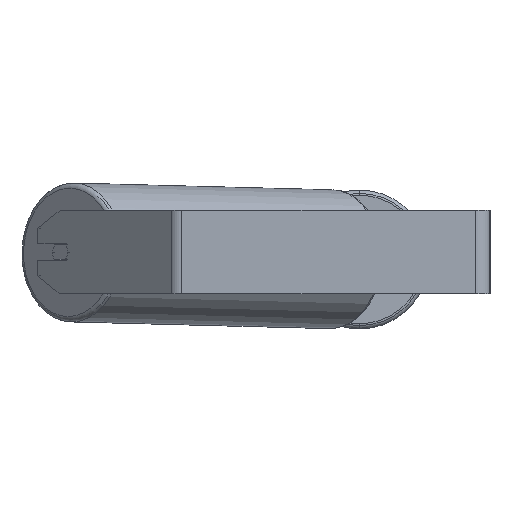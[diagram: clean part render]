
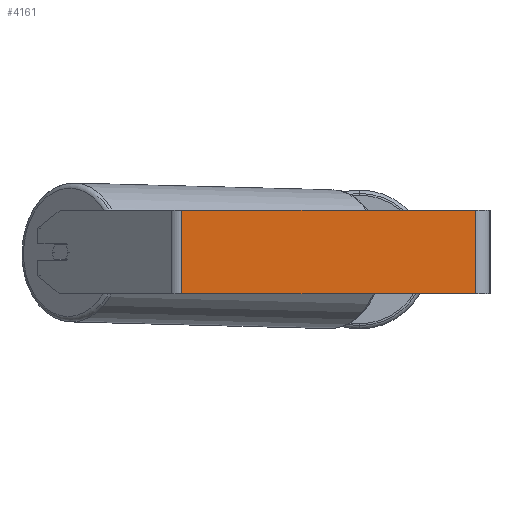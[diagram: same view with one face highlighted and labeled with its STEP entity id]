
A CAD part, left-side view. The second image highlights one B-rep face of the part: STEP entity #4161.
In plain terms, the highlighted planar face has unit normal (-1, 0, 0).
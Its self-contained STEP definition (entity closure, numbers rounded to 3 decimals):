
#1 = EDGE_CURVE ( 'NONE', #3307, #4706, #7013, .T. ) ;
#288 = ORIENTED_EDGE ( 'NONE', *, *, #4550, .T. ) ;
#554 = LINE ( 'NONE', #5919, #5160 ) ;
#559 = CARTESIAN_POINT ( 'NONE',  ( -605., 300.958, 40. ) ) ;
#1002 = PLANE ( 'NONE',  #7318 ) ;
#1098 = CARTESIAN_POINT ( 'NONE',  ( -605., 295.159, 40. ) ) ;
#1457 = CARTESIAN_POINT ( 'NONE',  ( -605., 14., 40. ) ) ;
#1625 = DIRECTION ( 'NONE',  ( 1., 0., 0. ) ) ;
#2223 = EDGE_CURVE ( 'NONE', #6108, #4706, #554, .T. ) ;
#2386 = DIRECTION ( 'NONE',  ( 0., 0., -1. ) ) ;
#2580 = DIRECTION ( 'NONE',  ( 0., -1., 0. ) ) ;
#2811 = VECTOR ( 'NONE', #5704, 1000. ) ;
#3167 = LINE ( 'NONE', #559, #6460 ) ;
#3307 = VERTEX_POINT ( 'NONE', #1457 ) ;
#4161 = ADVANCED_FACE ( 'NONE', ( #5589 ), #1002, .F. ) ;
#4269 = CARTESIAN_POINT ( 'NONE',  ( -605., 295.159, 40. ) ) ;
#4308 = EDGE_CURVE ( 'NONE', #8577, #3307, #3167, .T. ) ;
#4550 = EDGE_CURVE ( 'NONE', #8577, #6108, #4876, .T. ) ;
#4706 = VERTEX_POINT ( 'NONE', #7255 ) ;
#4876 = LINE ( 'NONE', #4269, #2811 ) ;
#5160 = VECTOR ( 'NONE', #2580, 1000. ) ;
#5589 = FACE_OUTER_BOUND ( 'NONE', #7823, .T. ) ;
#5704 = DIRECTION ( 'NONE',  ( 0., 0., -1. ) ) ;
#5919 = CARTESIAN_POINT ( 'NONE',  ( -605., 300.958, -40. ) ) ;
#5925 = DIRECTION ( 'NONE',  ( 0., -1., 0. ) ) ;
#6108 = VERTEX_POINT ( 'NONE', #7822 ) ;
#6211 = ORIENTED_EDGE ( 'NONE', *, *, #1, .F. ) ;
#6382 = CARTESIAN_POINT ( 'NONE',  ( -605., 300.958, 40. ) ) ;
#6460 = VECTOR ( 'NONE', #5925, 1000. ) ;
#6636 = ORIENTED_EDGE ( 'NONE', *, *, #4308, .F. ) ;
#6916 = CARTESIAN_POINT ( 'NONE',  ( -605., 14., 40. ) ) ;
#7009 = DIRECTION ( 'NONE',  ( 0., 0., -1. ) ) ;
#7013 = LINE ( 'NONE', #6916, #8433 ) ;
#7255 = CARTESIAN_POINT ( 'NONE',  ( -605., 14., -40. ) ) ;
#7318 = AXIS2_PLACEMENT_3D ( 'NONE', #6382, #1625, #7009 ) ;
#7822 = CARTESIAN_POINT ( 'NONE',  ( -605., 295.159, -40. ) ) ;
#7823 = EDGE_LOOP ( 'NONE', ( #8627, #6211, #6636, #288 ) ) ;
#8433 = VECTOR ( 'NONE', #2386, 1000. ) ;
#8577 = VERTEX_POINT ( 'NONE', #1098 ) ;
#8627 = ORIENTED_EDGE ( 'NONE', *, *, #2223, .T. ) ;
